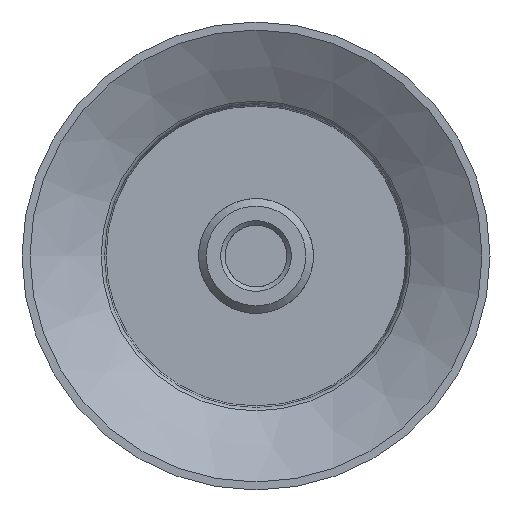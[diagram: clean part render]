
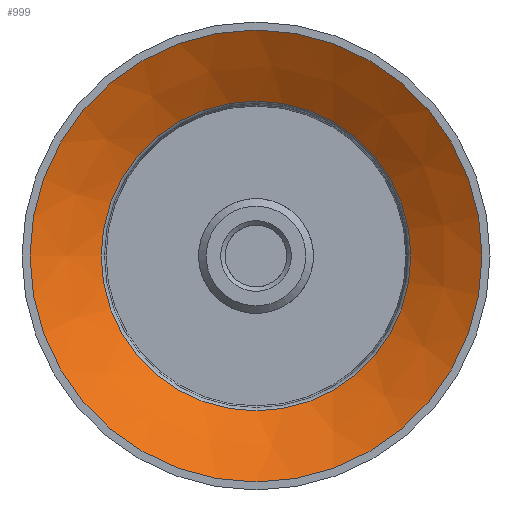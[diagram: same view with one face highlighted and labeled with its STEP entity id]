
A CAD part, front view. The second image highlights one B-rep face of the part: STEP entity #999.
In plain terms, the highlighted conical face has half-angle 57.587 degrees and reference radius 21.567 mm.
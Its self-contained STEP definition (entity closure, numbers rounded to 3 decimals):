
#82=FACE_OUTER_BOUND('',#140,.T.);
#140=EDGE_LOOP('',(#690,#691,#692,#693,#694,#695,#696));
#199=LINE('',#1666,#230);
#230=VECTOR('',#1331,21.567);
#286=CIRCLE('',#1109,25.592);
#287=CIRCLE('',#1110,25.592);
#288=CIRCLE('',#1112,17.541);
#289=CIRCLE('',#1113,17.541);
#290=CIRCLE('',#1114,17.541);
#385=VERTEX_POINT('',#1656);
#386=VERTEX_POINT('',#1657);
#387=VERTEX_POINT('',#1661);
#388=VERTEX_POINT('',#1662);
#389=VERTEX_POINT('',#1664);
#502=EDGE_CURVE('',#385,#386,#286,.T.);
#503=EDGE_CURVE('',#386,#385,#287,.T.);
#504=EDGE_CURVE('',#387,#388,#288,.T.);
#505=EDGE_CURVE('',#389,#387,#289,.T.);
#506=EDGE_CURVE('',#389,#386,#199,.T.);
#507=EDGE_CURVE('',#388,#389,#290,.T.);
#690=ORIENTED_EDGE('',*,*,#504,.F.);
#691=ORIENTED_EDGE('',*,*,#505,.F.);
#692=ORIENTED_EDGE('',*,*,#506,.T.);
#693=ORIENTED_EDGE('',*,*,#503,.T.);
#694=ORIENTED_EDGE('',*,*,#502,.T.);
#695=ORIENTED_EDGE('',*,*,#506,.F.);
#696=ORIENTED_EDGE('',*,*,#507,.F.);
#936=CONICAL_SURFACE('',#1111,21.567,1.005);
#999=ADVANCED_FACE('',(#82),#936,.F.);
#1109=AXIS2_PLACEMENT_3D('',#1658,#1321,#1322);
#1110=AXIS2_PLACEMENT_3D('',#1659,#1323,#1324);
#1111=AXIS2_PLACEMENT_3D('',#1660,#1325,#1326);
#1112=AXIS2_PLACEMENT_3D('',#1663,#1327,#1328);
#1113=AXIS2_PLACEMENT_3D('',#1665,#1329,#1330);
#1114=AXIS2_PLACEMENT_3D('',#1667,#1332,#1333);
#1321=DIRECTION('center_axis',(0.,-1.,0.));
#1322=DIRECTION('ref_axis',(1.,0.,0.));
#1323=DIRECTION('center_axis',(0.,-1.,0.));
#1324=DIRECTION('ref_axis',(1.,0.,0.));
#1325=DIRECTION('center_axis',(0.,-1.,0.));
#1326=DIRECTION('ref_axis',(1.,0.,0.));
#1327=DIRECTION('center_axis',(0.,-1.,0.));
#1328=DIRECTION('ref_axis',(1.,0.,0.));
#1329=DIRECTION('center_axis',(0.,-1.,0.));
#1330=DIRECTION('ref_axis',(1.,0.,0.));
#1331=DIRECTION('',(-0.844,-0.536,0.));
#1332=DIRECTION('center_axis',(0.,-1.,0.));
#1333=DIRECTION('ref_axis',(1.,0.,0.));
#1656=CARTESIAN_POINT('',(27.319,-20.861,1.693));
#1657=CARTESIAN_POINT('',(-23.865,-20.861,1.693));
#1658=CARTESIAN_POINT('Origin',(1.727,-20.861,1.693));
#1659=CARTESIAN_POINT('Origin',(1.727,-20.861,1.693));
#1660=CARTESIAN_POINT('Origin',(1.727,-18.305,1.693));
#1661=CARTESIAN_POINT('',(19.268,-15.749,1.693));
#1662=CARTESIAN_POINT('',(1.727,-15.749,19.234));
#1663=CARTESIAN_POINT('Origin',(1.727,-15.749,1.693));
#1664=CARTESIAN_POINT('',(-15.814,-15.749,1.693));
#1665=CARTESIAN_POINT('Origin',(1.727,-15.749,1.693));
#1666=CARTESIAN_POINT('',(-19.839,-18.305,1.693));
#1667=CARTESIAN_POINT('Origin',(1.727,-15.749,1.693));
